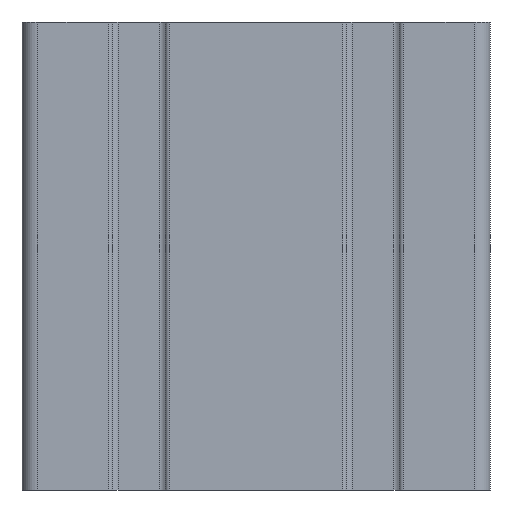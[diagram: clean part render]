
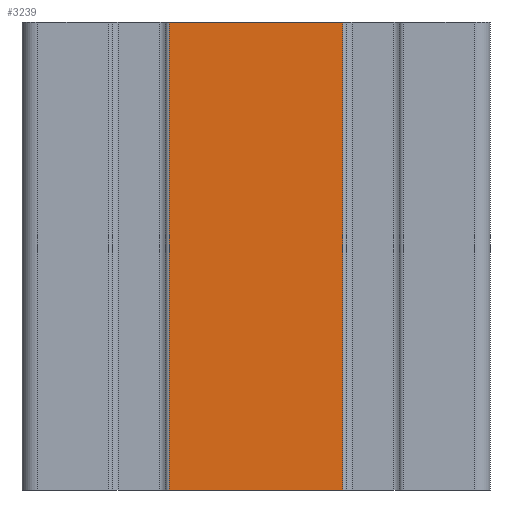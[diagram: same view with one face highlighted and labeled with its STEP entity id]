
A CAD part, front view. The second image highlights one B-rep face of the part: STEP entity #3239.
In plain terms, the highlighted planar face has unit normal (0, -1, 0).
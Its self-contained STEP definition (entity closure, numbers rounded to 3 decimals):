
#383=FACE_OUTER_BOUND('',#549,.T.);
#549=EDGE_LOOP('',(#2459,#2460,#2461,#2462));
#807=LINE('',#5236,#1123);
#808=LINE('',#5239,#1124);
#809=LINE('',#5241,#1125);
#810=LINE('',#5242,#1126);
#1123=VECTOR('',#4245,10.);
#1124=VECTOR('',#4248,10.);
#1125=VECTOR('',#4249,10.);
#1126=VECTOR('',#4250,10.);
#1451=VERTEX_POINT('',#5232);
#1452=VERTEX_POINT('',#5234);
#1453=VERTEX_POINT('',#5238);
#1454=VERTEX_POINT('',#5240);
#1873=EDGE_CURVE('',#1451,#1452,#807,.T.);
#1874=EDGE_CURVE('',#1453,#1451,#808,.T.);
#1875=EDGE_CURVE('',#1454,#1452,#809,.T.);
#1876=EDGE_CURVE('',#1453,#1454,#810,.T.);
#2459=ORIENTED_EDGE('',*,*,#1874,.T.);
#2460=ORIENTED_EDGE('',*,*,#1873,.T.);
#2461=ORIENTED_EDGE('',*,*,#1875,.F.);
#2462=ORIENTED_EDGE('',*,*,#1876,.F.);
#3108=PLANE('',#3525);
#3239=ADVANCED_FACE('',(#383),#3108,.T.);
#3525=AXIS2_PLACEMENT_3D('',#5237,#4246,#4247);
#4245=DIRECTION('',(0.,0.,1.));
#4246=DIRECTION('center_axis',(0.,-1.,0.));
#4247=DIRECTION('ref_axis',(1.,0.,0.));
#4248=DIRECTION('',(1.,0.,0.));
#4249=DIRECTION('',(1.,0.,0.));
#4250=DIRECTION('',(0.,0.,1.));
#5232=CARTESIAN_POINT('',(13.05,-7.5,0.));
#5234=CARTESIAN_POINT('',(13.05,-7.5,30.));
#5236=CARTESIAN_POINT('',(13.05,-7.5,0.));
#5237=CARTESIAN_POINT('Origin',(1.95,-7.5,0.));
#5238=CARTESIAN_POINT('',(1.95,-7.5,0.));
#5239=CARTESIAN_POINT('',(1.95,-7.5,0.));
#5240=CARTESIAN_POINT('',(1.95,-7.5,30.));
#5241=CARTESIAN_POINT('',(1.95,-7.5,30.));
#5242=CARTESIAN_POINT('',(1.95,-7.5,0.));
